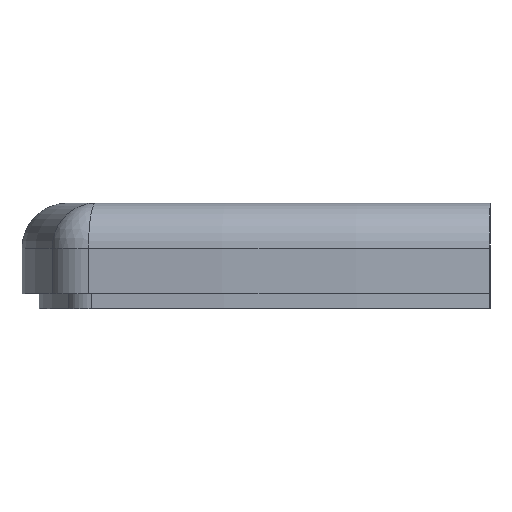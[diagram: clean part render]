
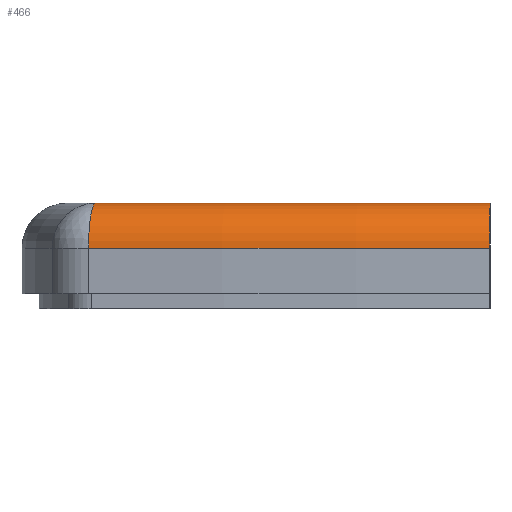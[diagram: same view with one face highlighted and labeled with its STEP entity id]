
A CAD part, left-side view. The second image highlights one B-rep face of the part: STEP entity #466.
In plain terms, the highlighted toroidal (fillet/blend) face has major radius 169.136 mm and minor radius 3 mm.
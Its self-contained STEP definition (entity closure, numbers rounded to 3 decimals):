
#73 = PLANE('',#74);
#74 = AXIS2_PLACEMENT_3D('',#75,#76,#77);
#75 = CARTESIAN_POINT('',(-18.2,0.,1.));
#76 = DIRECTION('',(0.,-1.,0.));
#77 = DIRECTION('',(-1.,0.,0.));
#209 = PLANE('',#210);
#210 = AXIS2_PLACEMENT_3D('',#211,#212,#213);
#211 = CARTESIAN_POINT('',(-13.16,26.19,7.));
#212 = DIRECTION('',(0.,0.,1.));
#213 = DIRECTION('',(1.,0.,0.));
#366 = CYLINDRICAL_SURFACE('',#367,172.136);
#367 = AXIS2_PLACEMENT_3D('',#368,#369,#370);
#368 = CARTESIAN_POINT('',(153.936,0.,0.));
#369 = DIRECTION('',(0.,0.,-1.));
#370 = DIRECTION('',(-1.,-0.,-0.));
#390 = VERTEX_POINT('',#391);
#391 = CARTESIAN_POINT('',(-18.2,0.,4.));
#412 = EDGE_CURVE('',#390,#413,#415,.T.);
#413 = VERTEX_POINT('',#414);
#414 = CARTESIAN_POINT('',(-16.124,26.655,4.));
#415 = SURFACE_CURVE('',#416,(#421,#428),.PCURVE_S1.);
#416 = CIRCLE('',#417,172.136);
#417 = AXIS2_PLACEMENT_3D('',#418,#419,#420);
#418 = CARTESIAN_POINT('',(153.936,0.,4.));
#419 = DIRECTION('',(0.,0.,-1.));
#420 = DIRECTION('',(-1.,-0.,-0.));
#421 = PCURVE('',#366,#422);
#422 = DEFINITIONAL_REPRESENTATION('',(#423),#427);
#423 = LINE('',#424,#425);
#424 = CARTESIAN_POINT('',(0.,-4.));
#425 = VECTOR('',#426,1.);
#426 = DIRECTION('',(1.,0.));
#427 = ( GEOMETRIC_REPRESENTATION_CONTEXT(2) 
PARAMETRIC_REPRESENTATION_CONTEXT() REPRESENTATION_CONTEXT('2D SPACE',''
  ) );
#428 = PCURVE('',#429,#434);
#429 = TOROIDAL_SURFACE('',#430,169.136,3.);
#430 = AXIS2_PLACEMENT_3D('',#431,#432,#433);
#431 = CARTESIAN_POINT('',(153.936,0.,4.));
#432 = DIRECTION('',(0.,0.,1.));
#433 = DIRECTION('',(-1.,-0.,-0.));
#434 = DEFINITIONAL_REPRESENTATION('',(#435),#439);
#435 = LINE('',#436,#437);
#436 = CARTESIAN_POINT('',(-0.,0.));
#437 = VECTOR('',#438,1.);
#438 = DIRECTION('',(-1.,0.));
#439 = ( GEOMETRIC_REPRESENTATION_CONTEXT(2) 
PARAMETRIC_REPRESENTATION_CONTEXT() REPRESENTATION_CONTEXT('2D SPACE',''
  ) );
#466 = ADVANCED_FACE('',(#467),#429,.T.);
#467 = FACE_BOUND('',#468,.F.);
#468 = EDGE_LOOP('',(#469,#497,#498,#527));
#469 = ORIENTED_EDGE('',*,*,#470,.F.);
#470 = EDGE_CURVE('',#390,#471,#473,.T.);
#471 = VERTEX_POINT('',#472);
#472 = CARTESIAN_POINT('',(-15.2,0.,7.));
#473 = SURFACE_CURVE('',#474,(#479,#486),.PCURVE_S1.);
#474 = CIRCLE('',#475,3.);
#475 = AXIS2_PLACEMENT_3D('',#476,#477,#478);
#476 = CARTESIAN_POINT('',(-15.2,0.,4.));
#477 = DIRECTION('',(0.,1.,0.));
#478 = DIRECTION('',(0.,0.,1.));
#479 = PCURVE('',#429,#480);
#480 = DEFINITIONAL_REPRESENTATION('',(#481),#485);
#481 = LINE('',#482,#483);
#482 = CARTESIAN_POINT('',(-0.,-4.712));
#483 = VECTOR('',#484,1.);
#484 = DIRECTION('',(-0.,1.));
#485 = ( GEOMETRIC_REPRESENTATION_CONTEXT(2) 
PARAMETRIC_REPRESENTATION_CONTEXT() REPRESENTATION_CONTEXT('2D SPACE',''
  ) );
#486 = PCURVE('',#73,#487);
#487 = DEFINITIONAL_REPRESENTATION('',(#488),#496);
#488 = ( BOUNDED_CURVE() B_SPLINE_CURVE(2,(#489,#490,#491,#492,#493,#494
,#495),.UNSPECIFIED.,.T.,.F.) B_SPLINE_CURVE_WITH_KNOTS((1,2,2,2,2,1),(
    -2.094,0.,2.094,4.189,6.283,
8.378),.UNSPECIFIED.) CURVE() GEOMETRIC_REPRESENTATION_ITEM() 
RATIONAL_B_SPLINE_CURVE((1.,0.5,1.,0.5,1.,0.5,1.)) REPRESENTATION_ITEM(
  '') );
#489 = CARTESIAN_POINT('',(-3.,-6.));
#490 = CARTESIAN_POINT('',(-8.196,-6.));
#491 = CARTESIAN_POINT('',(-5.598,-1.5));
#492 = CARTESIAN_POINT('',(-3.,3.));
#493 = CARTESIAN_POINT('',(-0.402,-1.5));
#494 = CARTESIAN_POINT('',(2.196,-6.));
#495 = CARTESIAN_POINT('',(-3.,-6.));
#496 = ( GEOMETRIC_REPRESENTATION_CONTEXT(2) 
PARAMETRIC_REPRESENTATION_CONTEXT() REPRESENTATION_CONTEXT('2D SPACE',''
  ) );
#497 = ORIENTED_EDGE('',*,*,#412,.T.);
#498 = ORIENTED_EDGE('',*,*,#499,.T.);
#499 = EDGE_CURVE('',#413,#500,#502,.T.);
#500 = VERTEX_POINT('',#501);
#501 = CARTESIAN_POINT('',(-13.16,26.19,7.));
#502 = SURFACE_CURVE('',#503,(#508,#515),.PCURVE_S1.);
#503 = CIRCLE('',#504,3.);
#504 = AXIS2_PLACEMENT_3D('',#505,#506,#507);
#505 = CARTESIAN_POINT('',(-13.16,26.19,4.));
#506 = DIRECTION('',(0.155,0.988,-0.));
#507 = DIRECTION('',(-0.988,0.155,0.));
#508 = PCURVE('',#429,#509);
#509 = DEFINITIONAL_REPRESENTATION('',(#510),#514);
#510 = LINE('',#511,#512);
#511 = CARTESIAN_POINT('',(-0.155,0.));
#512 = VECTOR('',#513,1.);
#513 = DIRECTION('',(-0.,1.));
#514 = ( GEOMETRIC_REPRESENTATION_CONTEXT(2) 
PARAMETRIC_REPRESENTATION_CONTEXT() REPRESENTATION_CONTEXT('2D SPACE',''
  ) );
#515 = PCURVE('',#516,#521);
#516 = SPHERICAL_SURFACE('',#517,3.);
#517 = AXIS2_PLACEMENT_3D('',#518,#519,#520);
#518 = CARTESIAN_POINT('',(-13.16,26.19,4.));
#519 = DIRECTION('',(0.,0.,1.));
#520 = DIRECTION('',(-0.988,0.155,0.));
#521 = DEFINITIONAL_REPRESENTATION('',(#522),#526);
#522 = LINE('',#523,#524);
#523 = CARTESIAN_POINT('',(-0.,0.));
#524 = VECTOR('',#525,1.);
#525 = DIRECTION('',(-0.,1.));
#526 = ( GEOMETRIC_REPRESENTATION_CONTEXT(2) 
PARAMETRIC_REPRESENTATION_CONTEXT() REPRESENTATION_CONTEXT('2D SPACE',''
  ) );
#527 = ORIENTED_EDGE('',*,*,#528,.F.);
#528 = EDGE_CURVE('',#471,#500,#529,.T.);
#529 = SURFACE_CURVE('',#530,(#535,#542),.PCURVE_S1.);
#530 = CIRCLE('',#531,169.136);
#531 = AXIS2_PLACEMENT_3D('',#532,#533,#534);
#532 = CARTESIAN_POINT('',(153.936,0.,7.));
#533 = DIRECTION('',(0.,0.,-1.));
#534 = DIRECTION('',(-1.,-0.,-0.));
#535 = PCURVE('',#429,#536);
#536 = DEFINITIONAL_REPRESENTATION('',(#537),#541);
#537 = LINE('',#538,#539);
#538 = CARTESIAN_POINT('',(-0.,1.571));
#539 = VECTOR('',#540,1.);
#540 = DIRECTION('',(-1.,0.));
#541 = ( GEOMETRIC_REPRESENTATION_CONTEXT(2) 
PARAMETRIC_REPRESENTATION_CONTEXT() REPRESENTATION_CONTEXT('2D SPACE',''
  ) );
#542 = PCURVE('',#209,#543);
#543 = DEFINITIONAL_REPRESENTATION('',(#544),#552);
#544 = ( BOUNDED_CURVE() B_SPLINE_CURVE(2,(#545,#546,#547,#548,#549,#550
,#551),.UNSPECIFIED.,.F.,.F.) B_SPLINE_CURVE_WITH_KNOTS((1,2,2,2,2,1),(
    -2.094,0.,2.094,4.189,6.283,
8.378),.UNSPECIFIED.) CURVE() GEOMETRIC_REPRESENTATION_ITEM() 
RATIONAL_B_SPLINE_CURVE((1.,0.5,1.,0.5,1.,0.5,1.)) REPRESENTATION_ITEM(
  '') );
#545 = CARTESIAN_POINT('',(-2.04,-26.19));
#546 = CARTESIAN_POINT('',(-2.04,266.763));
#547 = CARTESIAN_POINT('',(251.664,120.286));
#548 = CARTESIAN_POINT('',(505.369,-26.19));
#549 = CARTESIAN_POINT('',(251.664,-172.666));
#550 = CARTESIAN_POINT('',(-2.04,-319.143));
#551 = CARTESIAN_POINT('',(-2.04,-26.19));
#552 = ( GEOMETRIC_REPRESENTATION_CONTEXT(2) 
PARAMETRIC_REPRESENTATION_CONTEXT() REPRESENTATION_CONTEXT('2D SPACE',''
  ) );
